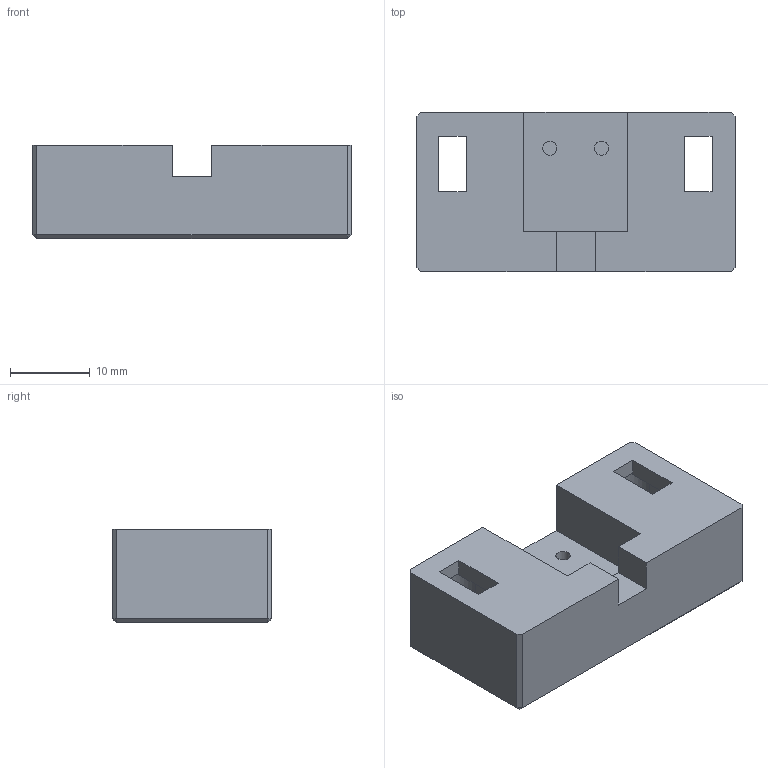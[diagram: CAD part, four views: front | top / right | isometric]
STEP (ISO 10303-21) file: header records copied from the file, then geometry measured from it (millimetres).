
FILE_DESCRIPTION(/* description */ ('STEP AP242','CAx-IF Rec.Pracs.---Representation and Presentation of Product Manufacturing Information (PMI)---4.0---2014-10-13','CAx-IF Rec.Pracs.---3D Tessellated Geometry---0.4---2014-09-14','2;1'),/* implementation_level */ '2;1');
FILE_NAME(/* name */ '6383bdfcd8da616e7a76f07c',/* time_stamp */ '2022-11-27T19:43:57+00:00',/* author */ (''),/* organization */ (''),/* preprocessor_version */ 'ST-DEVELOPER v18.102',/* originating_system */ ' ',/* authorisation */ ' ');
FILE_SCHEMA (('AP242_MANAGED_MODEL_BASED_3D_ENGINEERING_MIM_LF { 1 0 10303 442 1 1 4 }'));
Length unit declared in the file: metre
Products named in the file (1): Endstop Y
Bounding box: 40 x 20 x 11.8 mm (x, y, z)
Volume: 6678.1 mm3; surface area: 3769.8 mm2
Topology: 1 solids, 1 shells, 62 faces, 162 edges, 104 vertices
Faces by surface type: plane 52, cylinder 10
Full cylindrical faces by diameter (mm): 1.8 x2
Entity records: 1898 total; most frequent: CARTESIAN_POINT 327, ORIENTED_EDGE 320, DIRECTION 314, EDGE_CURVE 160, LINE 132, VECTOR 132, VERTEX_POINT 104, AXIS2_PLACEMENT_3D 91
